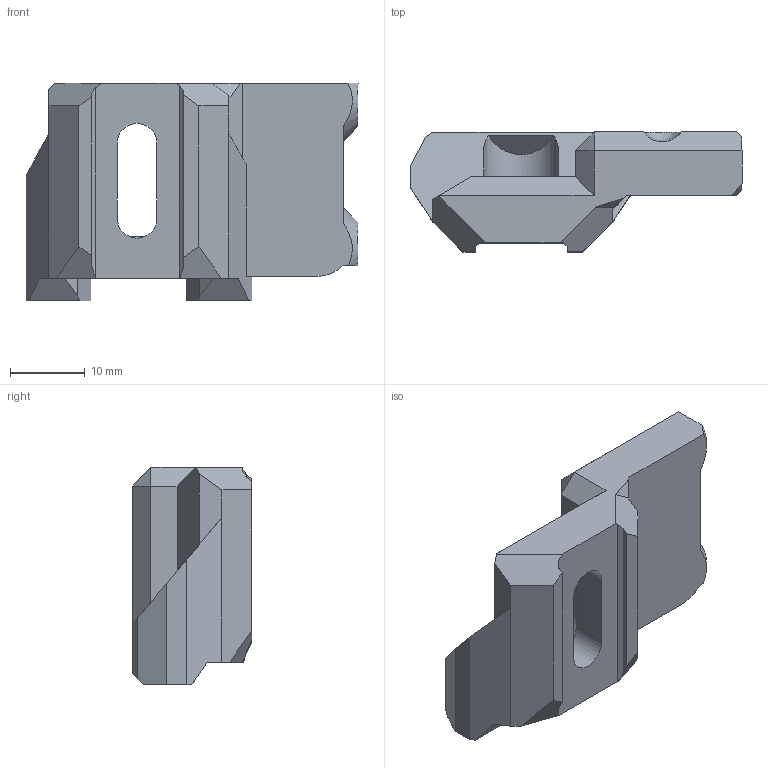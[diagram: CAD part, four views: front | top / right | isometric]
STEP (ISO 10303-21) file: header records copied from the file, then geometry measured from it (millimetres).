
FILE_DESCRIPTION(/* description */ (''),/* implementation_level */ '2;1');
FILE_NAME(/* name */ 'xy_endstop_block_3.1.step',/* time_stamp */ '2024-09-26T21:18:41+03:00',/* author */ (''),/* organization */ (''),/* preprocessor_version */ 'ST-DEVELOPER v20',/* originating_system */ 'Autodesk Translation Framework v13.14.0.145',/* authorisation */ '');
FILE_SCHEMA (('AUTOMOTIVE_DESIGN { 1 0 10303 214 3 1 1 }'));
Length unit declared in the file: millimetre
Products named in the file (1): x_endstop_block_3.1
Bounding box: 44.28 x 16 x 29 mm (x, y, z)
Volume: 9282.4 mm3; surface area: 4654.6 mm2
Topology: 1 solids, 1 shells, 87 faces, 241 edges, 160 vertices
Faces by surface type: plane 70, cylinder 14, cone 2, bspline 1
Full cylindrical faces by diameter (mm): 3 x1, 3.2 x3
Entity records: 2920 total; most frequent: CARTESIAN_POINT 637, ORIENTED_EDGE 482, DIRECTION 438, EDGE_CURVE 241, LINE 196, VECTOR 196, VERTEX_POINT 160, AXIS2_PLACEMENT_3D 121
